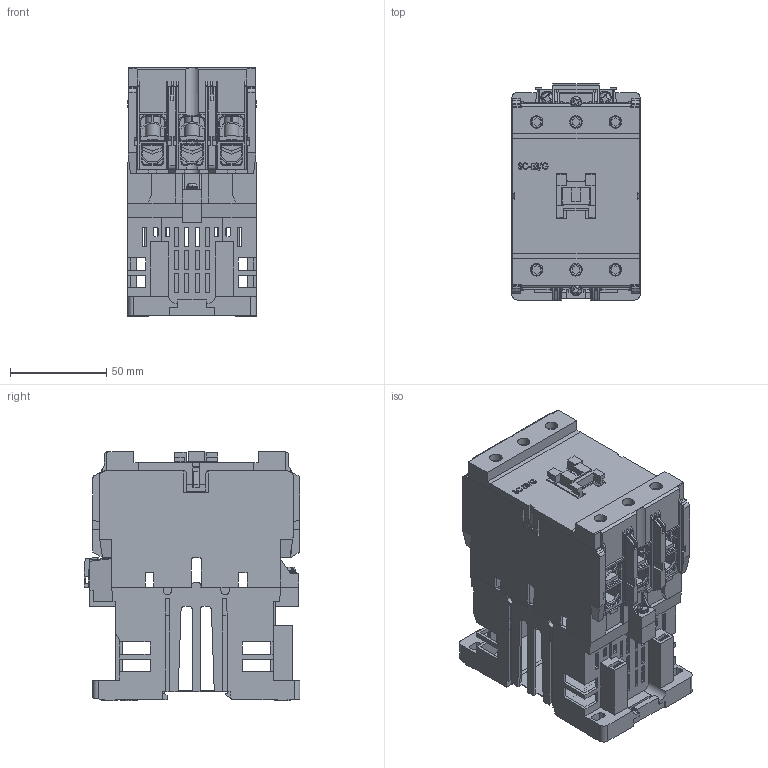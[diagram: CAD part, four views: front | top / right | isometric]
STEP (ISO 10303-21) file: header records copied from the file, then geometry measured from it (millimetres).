
FILE_DESCRIPTION (( 'STEP AP214' ), '1' );
FILE_NAME ('SC-E3G-24VDC.step', '2016-04-18T19:07:55', ( '' ), ( '' ), 'SwSTEP 2.0', 'SolidWorks 2015', '' );
FILE_SCHEMA (( 'AUTOMOTIVE_DESIGN' ));
Length unit declared in the file: inch
Products named in the file (3): SC-E3G-UPPER; SC-E3G_Lower Case; SC-E3G-24VDC
Assembly tree (2 placements, depth 2):
  SC-E3G-24VDC
    SC-E3G_Lower Case
    SC-E3G-UPPER
Bounding box: 67 x 112.4 x 130 mm (x, y, z)
Volume: 245500.1 mm3; surface area: 202600.1 mm2
Topology: 38 solids, 38 shells, 3088 faces, 8946 edges, 5907 vertices
Faces by surface type: plane 2391, cylinder 570, cone 72, bspline 55
Entity records: 145094 total; most frequent: CARTESIAN_POINT 22232, ORIENTED_EDGE 17892, DIRECTION 15964, EDGE_CURVE 8946, VECTOR 7366, LINE 7366, VERTEX_POINT 5907, AXIS2_PLACEMENT_3D 4299
